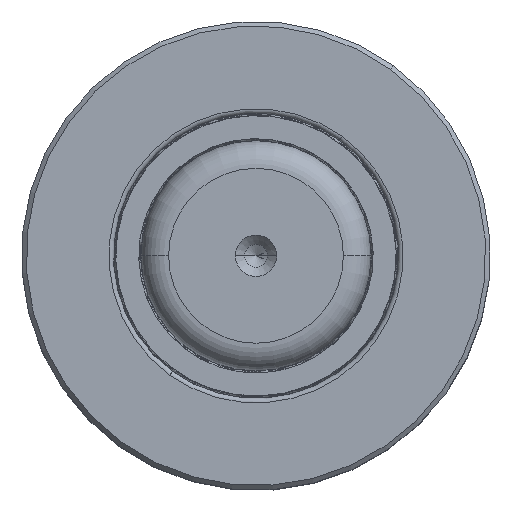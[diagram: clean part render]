
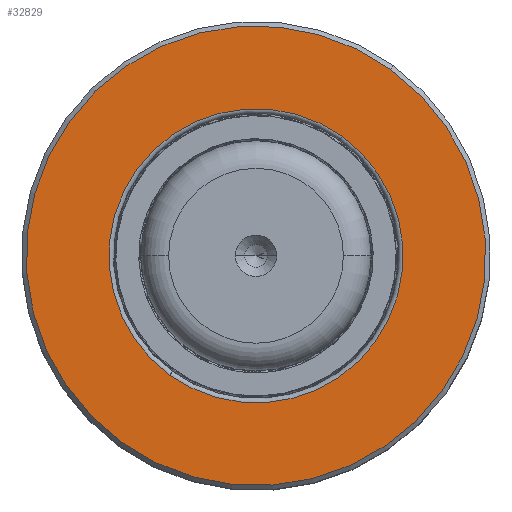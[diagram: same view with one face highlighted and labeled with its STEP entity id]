
A CAD part, top view. The second image highlights one B-rep face of the part: STEP entity #32829.
In plain terms, the highlighted face is planar.
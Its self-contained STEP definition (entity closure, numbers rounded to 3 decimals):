
#639 = VERTEX_POINT ( 'NONE', #44691 ) ;
#813 = EDGE_CURVE ( 'NONE', #15189, #639, #43445, .T. ) ;
#3724 = DIRECTION ( 'NONE',  ( 0., -1., 0. ) ) ;
#4264 = VERTEX_POINT ( 'NONE', #45637 ) ;
#4430 = EDGE_LOOP ( 'NONE', ( #26536, #44579 ) ) ;
#5715 = FACE_OUTER_BOUND ( 'NONE', #7351, .T. ) ;
#6603 = DIRECTION ( 'NONE',  ( 0., 0., 1. ) ) ;
#7351 = EDGE_LOOP ( 'NONE', ( #35221, #34693 ) ) ;
#7726 = DIRECTION ( 'NONE',  ( 0., 0., -1. ) ) ;
#7787 = DIRECTION ( 'NONE',  ( 0., -1., 0. ) ) ;
#11860 = AXIS2_PLACEMENT_3D ( 'NONE', #46963, #23675, #38857 ) ;
#12992 = CIRCLE ( 'NONE', #33768, 16. ) ;
#15189 = VERTEX_POINT ( 'NONE', #43052 ) ;
#15203 = DIRECTION ( 'NONE',  ( 0., 0., -1. ) ) ;
#15358 = DIRECTION ( 'NONE',  ( 0., 0., -1. ) ) ;
#16650 = AXIS2_PLACEMENT_3D ( 'NONE', #38938, #18807, #15358 ) ;
#18807 = DIRECTION ( 'NONE',  ( 0., -1., 0. ) ) ;
#19381 = CIRCLE ( 'NONE', #49450, 25. ) ;
#23675 = DIRECTION ( 'NONE',  ( 0., -1., 0. ) ) ;
#23733 = CARTESIAN_POINT ( 'NONE',  ( 0., 15.687, -25. ) ) ;
#26536 = ORIENTED_EDGE ( 'NONE', *, *, #35965, .T. ) ;
#27352 = CARTESIAN_POINT ( 'NONE',  ( 0., 15.687, 0. ) ) ;
#29694 = CARTESIAN_POINT ( 'NONE',  ( 25., 15.687, 0. ) ) ;
#30040 = DIRECTION ( 'NONE',  ( 0., 1., 0. ) ) ;
#32797 = FACE_BOUND ( 'NONE', #4430, .T. ) ;
#32829 = ADVANCED_FACE ( 'NONE', ( #32797, #5715 ), #34328, .T. ) ;
#33768 = AXIS2_PLACEMENT_3D ( 'NONE', #27352, #3724, #7726 ) ;
#34328 = PLANE ( 'NONE',  #41883 ) ;
#34693 = ORIENTED_EDGE ( 'NONE', *, *, #46188, .F. ) ;
#35221 = ORIENTED_EDGE ( 'NONE', *, *, #42296, .F. ) ;
#35965 = EDGE_CURVE ( 'NONE', #639, #15189, #12992, .T. ) ;
#38857 = DIRECTION ( 'NONE',  ( 0., 0., -1. ) ) ;
#38938 = CARTESIAN_POINT ( 'NONE',  ( 0., 15.687, 0. ) ) ;
#41883 = AXIS2_PLACEMENT_3D ( 'NONE', #29694, #30040, #6603 ) ;
#42296 = EDGE_CURVE ( 'NONE', #43333, #4264, #19381, .T. ) ;
#43052 = CARTESIAN_POINT ( 'NONE',  ( 0., 15.687, 16. ) ) ;
#43110 = CARTESIAN_POINT ( 'NONE',  ( 0., 15.687, 0. ) ) ;
#43333 = VERTEX_POINT ( 'NONE', #23733 ) ;
#43445 = CIRCLE ( 'NONE', #16650, 16. ) ;
#44579 = ORIENTED_EDGE ( 'NONE', *, *, #813, .T. ) ;
#44691 = CARTESIAN_POINT ( 'NONE',  ( 0., 15.687, -16. ) ) ;
#45637 = CARTESIAN_POINT ( 'NONE',  ( 0., 15.687, 25. ) ) ;
#46188 = EDGE_CURVE ( 'NONE', #4264, #43333, #48246, .T. ) ;
#46963 = CARTESIAN_POINT ( 'NONE',  ( 0., 15.687, 0. ) ) ;
#48246 = CIRCLE ( 'NONE', #11860, 25. ) ;
#49450 = AXIS2_PLACEMENT_3D ( 'NONE', #43110, #7787, #15203 ) ;
